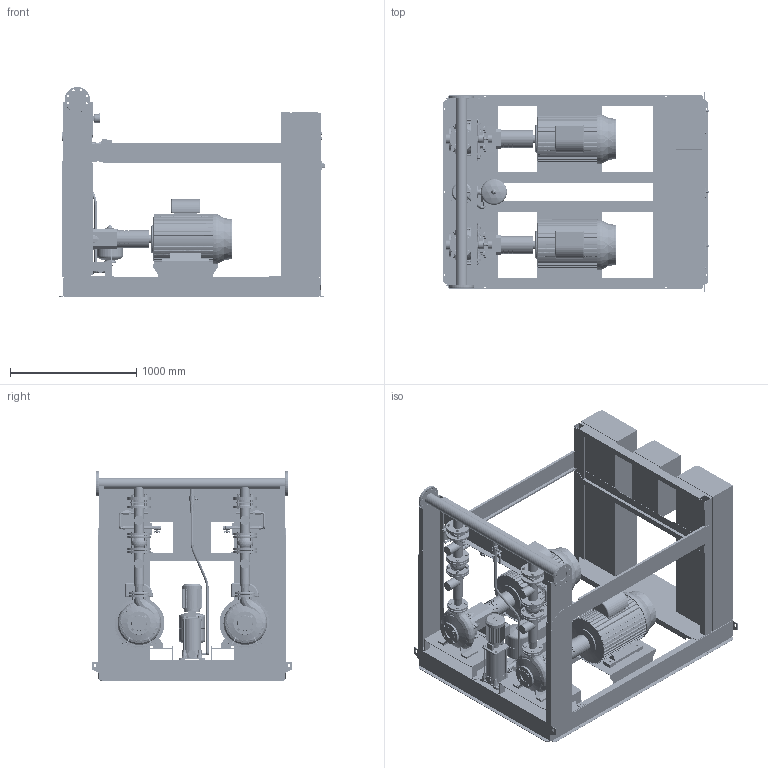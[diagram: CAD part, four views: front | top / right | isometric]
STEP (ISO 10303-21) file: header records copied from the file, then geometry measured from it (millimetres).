
FILE_DESCRIPTION((''),'2;1');
FILE_NAME('3d_Sifire-EN-50_250-243-30_30_1.1EEJ-4183954.stp','2015-05-25T14:41:08',(''),(''),'Mechanical Desktop 2009','Mechanical Desktop 2009',', , ');
FILE_SCHEMA(('CONFIG_CONTROL_DESIGN'));
Length unit declared in the file: millimetre
Products named in the file (1): Product
Bounding box: 2105.5 x 1582 x 1661 mm (x, y, z)
Volume: 581889375.9 mm3; surface area: 37115258.6 mm2
Topology: 223 solids, 223 shells, 5816 faces, 14081 edges, 8961 vertices
Faces by surface type: plane 2138, bspline 1852, cylinder 1160, cone 488, torus 140, sphere 38
Entity records: 189710 total; most frequent: CARTESIAN_POINT 61451, ORIENTED_EDGE 28098, DIRECTION 24131, EDGE_CURVE 14049, VERTEX_POINT 8959, AXIS2_PLACEMENT_3D 8186, VECTOR 7759, LINE 7759
